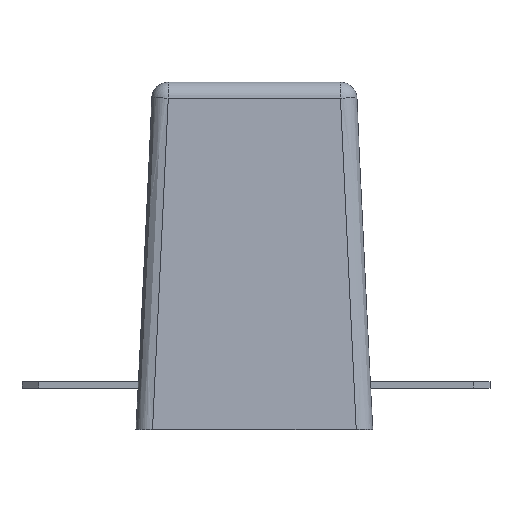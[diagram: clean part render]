
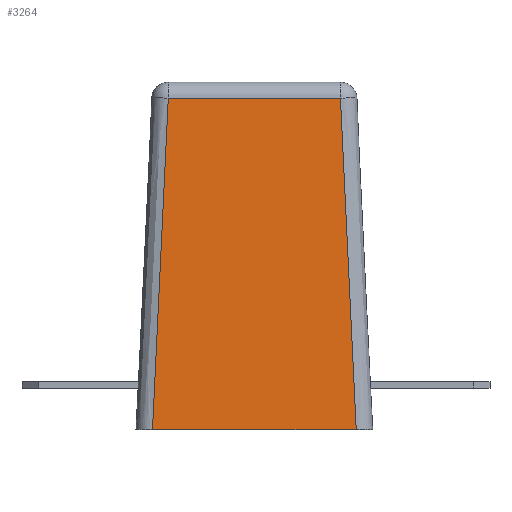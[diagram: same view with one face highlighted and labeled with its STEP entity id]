
A CAD part, top view. The second image highlights one B-rep face of the part: STEP entity #3264.
In plain terms, the highlighted face is planar.
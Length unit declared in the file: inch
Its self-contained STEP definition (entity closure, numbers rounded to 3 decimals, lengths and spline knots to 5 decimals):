
#284 = EDGE_CURVE ( 'NONE', #32098, #12429, #14187, .T. ) ;
#367 = CARTESIAN_POINT ( 'NONE',  ( -0.52058, 0.40504, -2.00349 ) ) ;
#857 = FACE_OUTER_BOUND ( 'NONE', #21429, .T. ) ;
#1560 = VECTOR ( 'NONE', #18894, 39.37008 ) ;
#3264 = ADVANCED_FACE ( 'NONE', ( #857 ), #18073, .T. ) ;
#3946 = CARTESIAN_POINT ( 'NONE',  ( -0.65466, 0.40504, -2.00349 ) ) ;
#5127 = EDGE_CURVE ( 'NONE', #35946, #32098, #28240, .T. ) ;
#7272 = ORIENTED_EDGE ( 'NONE', *, *, #5127, .T. ) ;
#12429 = VERTEX_POINT ( 'NONE', #367 ) ;
#14187 = LINE ( 'NONE', #3946, #41201 ) ;
#14466 = CARTESIAN_POINT ( 'NONE',  ( -0.55104, 0.42836, -1.3356 ) ) ;
#15471 = CARTESIAN_POINT ( 'NONE',  ( 0.61598, 0.475, 0. ) ) ;
#18073 = PLANE ( 'NONE',  #40906 ) ;
#18194 = CARTESIAN_POINT ( 'NONE',  ( -0.61598, 0.475, 0. ) ) ;
#18421 = CARTESIAN_POINT ( 'NONE',  ( 0.58272, 0.45168, -0.66776 ) ) ;
#18695 = CARTESIAN_POINT ( 'NONE',  ( 0.52058, 0.40504, -2.00349 ) ) ;
#18894 = DIRECTION ( 'NONE',  ( -1., 0., 0. ) ) ;
#21429 = EDGE_LOOP ( 'NONE', ( #24700, #35471, #40959, #7272 ) ) ;
#24220 = CARTESIAN_POINT ( 'NONE',  ( -0.52058, 0.40504, -2.00349 ) ) ;
#24480 = DIRECTION ( 'NONE',  ( 0., 0.999, -0.035 ) ) ;
#24496 = CARTESIAN_POINT ( 'NONE',  ( -0.58272, 0.45168, -0.66776 ) ) ;
#24700 = ORIENTED_EDGE ( 'NONE', *, *, #284, .T. ) ;
#26266 = DIRECTION ( 'NONE',  ( -1., 0., 0. ) ) ;
#28227 = CARTESIAN_POINT ( 'NONE',  ( -0.77001, 0.475, 0. ) ) ;
#28240 = B_SPLINE_CURVE_WITH_KNOTS ( 'NONE', 3,
 ( #15471, #18421, #38102, #18695 ),
 .UNSPECIFIED., .F., .F.,
 ( 4, 4 ),
 ( 0., 0.05098 ),
 .UNSPECIFIED. ) ;
#28284 = EDGE_CURVE ( 'NONE', #35946, #39748, #36030, .T. ) ;
#32098 = VERTEX_POINT ( 'NONE', #35836 ) ;
#34289 = DIRECTION ( 'NONE',  ( 0., 0.035, 0.999 ) ) ;
#35471 = ORIENTED_EDGE ( 'NONE', *, *, #37942, .T. ) ;
#35836 = CARTESIAN_POINT ( 'NONE',  ( 0.52058, 0.40504, -2.00349 ) ) ;
#35946 = VERTEX_POINT ( 'NONE', #41022 ) ;
#36030 = LINE ( 'NONE', #28227, #1560 ) ;
#36781 = CARTESIAN_POINT ( 'NONE',  ( -0.61598, 0.475, 0. ) ) ;
#37942 = EDGE_CURVE ( 'NONE', #12429, #39748, #39374, .T. ) ;
#38102 = CARTESIAN_POINT ( 'NONE',  ( 0.55104, 0.42836, -1.3356 ) ) ;
#39374 = B_SPLINE_CURVE_WITH_KNOTS ( 'NONE', 3,
 ( #24220, #14466, #24496, #36781 ),
 .UNSPECIFIED., .F., .F.,
 ( 4, 4 ),
 ( 0., 0.05098 ),
 .UNSPECIFIED. ) ;
#39748 = VERTEX_POINT ( 'NONE', #18194 ) ;
#40569 = CARTESIAN_POINT ( 'NONE',  ( -0.77001, 0.475, 0. ) ) ;
#40906 = AXIS2_PLACEMENT_3D ( 'NONE', #40569, #24480, #34289 ) ;
#40959 = ORIENTED_EDGE ( 'NONE', *, *, #28284, .F. ) ;
#41022 = CARTESIAN_POINT ( 'NONE',  ( 0.61598, 0.475, 0. ) ) ;
#41201 = VECTOR ( 'NONE', #26266, 39.37008 ) ;
